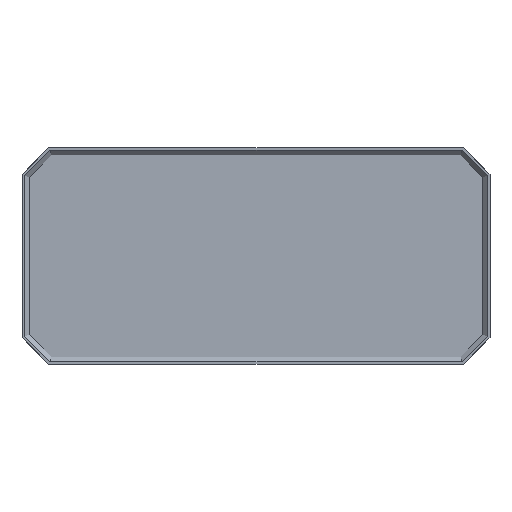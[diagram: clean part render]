
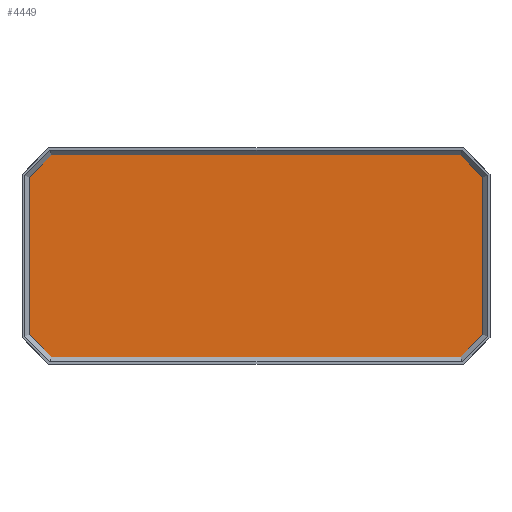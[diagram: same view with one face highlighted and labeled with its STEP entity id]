
A CAD part, top view. The second image highlights one B-rep face of the part: STEP entity #4449.
In plain terms, the highlighted planar face has unit normal (0, 0, 1).
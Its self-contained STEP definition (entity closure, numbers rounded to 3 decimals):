
#111=FACE_OUTER_BOUND('',#356,.T.);
#356=EDGE_LOOP('',(#3329,#3330,#3331,#3332,#3333,#3334,#3335,#3336));
#778=LINE('',#6522,#1418);
#779=LINE('',#6524,#1419);
#780=LINE('',#6526,#1420);
#781=LINE('',#6528,#1421);
#782=LINE('',#6530,#1422);
#783=LINE('',#6532,#1423);
#784=LINE('',#6534,#1424);
#785=LINE('',#6535,#1425);
#1418=VECTOR('',#5305,10.);
#1419=VECTOR('',#5306,10.);
#1420=VECTOR('',#5307,10.);
#1421=VECTOR('',#5308,10.);
#1422=VECTOR('',#5309,10.);
#1423=VECTOR('',#5310,10.);
#1424=VECTOR('',#5311,10.);
#1425=VECTOR('',#5312,10.);
#1969=VERTEX_POINT('',#6520);
#1970=VERTEX_POINT('',#6521);
#1971=VERTEX_POINT('',#6523);
#1972=VERTEX_POINT('',#6525);
#1973=VERTEX_POINT('',#6527);
#1974=VERTEX_POINT('',#6529);
#1975=VERTEX_POINT('',#6531);
#1976=VERTEX_POINT('',#6533);
#2458=EDGE_CURVE('',#1969,#1970,#778,.T.);
#2459=EDGE_CURVE('',#1971,#1969,#779,.T.);
#2460=EDGE_CURVE('',#1972,#1971,#780,.T.);
#2461=EDGE_CURVE('',#1973,#1972,#781,.T.);
#2462=EDGE_CURVE('',#1974,#1973,#782,.T.);
#2463=EDGE_CURVE('',#1975,#1974,#783,.T.);
#2464=EDGE_CURVE('',#1976,#1975,#784,.T.);
#2465=EDGE_CURVE('',#1970,#1976,#785,.T.);
#3329=ORIENTED_EDGE('',*,*,#2458,.F.);
#3330=ORIENTED_EDGE('',*,*,#2459,.F.);
#3331=ORIENTED_EDGE('',*,*,#2460,.F.);
#3332=ORIENTED_EDGE('',*,*,#2461,.F.);
#3333=ORIENTED_EDGE('',*,*,#2462,.F.);
#3334=ORIENTED_EDGE('',*,*,#2463,.F.);
#3335=ORIENTED_EDGE('',*,*,#2464,.F.);
#3336=ORIENTED_EDGE('',*,*,#2465,.F.);
#4204=PLANE('',#4696);
#4449=ADVANCED_FACE('',(#111),#4204,.T.);
#4696=AXIS2_PLACEMENT_3D('',#6519,#5303,#5304);
#5303=DIRECTION('center_axis',(0.,0.,1.));
#5304=DIRECTION('ref_axis',(1.,0.,0.));
#5305=DIRECTION('',(0.707,0.707,0.));
#5306=DIRECTION('',(0.,1.,0.));
#5307=DIRECTION('',(-0.707,0.707,0.));
#5308=DIRECTION('',(-1.,0.,0.));
#5309=DIRECTION('',(-0.707,-0.707,0.));
#5310=DIRECTION('',(0.,-1.,0.));
#5311=DIRECTION('',(0.707,-0.707,0.));
#5312=DIRECTION('',(1.,0.,0.));
#6519=CARTESIAN_POINT('Origin',(25.,0.,4.2));
#6520=CARTESIAN_POINT('',(-20.1,15.648,4.2));
#6521=CARTESIAN_POINT('',(-15.648,20.1,4.2));
#6522=CARTESIAN_POINT('',(-10.306,25.442,4.2));
#6523=CARTESIAN_POINT('',(-20.1,-15.648,4.2));
#6524=CARTESIAN_POINT('',(-20.1,8.114,4.2));
#6525=CARTESIAN_POINT('',(-15.648,-20.1,4.2));
#6526=CARTESIAN_POINT('',(-12.942,-22.806,4.2));
#6527=CARTESIAN_POINT('',(65.648,-20.1,4.2));
#6528=CARTESIAN_POINT('',(4.386,-20.1,4.2));
#6529=CARTESIAN_POINT('',(70.1,-15.648,4.2));
#6530=CARTESIAN_POINT('',(60.306,-25.442,4.2));
#6531=CARTESIAN_POINT('',(70.1,15.648,4.2));
#6532=CARTESIAN_POINT('',(70.1,-8.114,4.2));
#6533=CARTESIAN_POINT('',(65.648,20.1,4.2));
#6534=CARTESIAN_POINT('',(62.942,22.806,4.2));
#6535=CARTESIAN_POINT('',(45.614,20.1,4.2));
